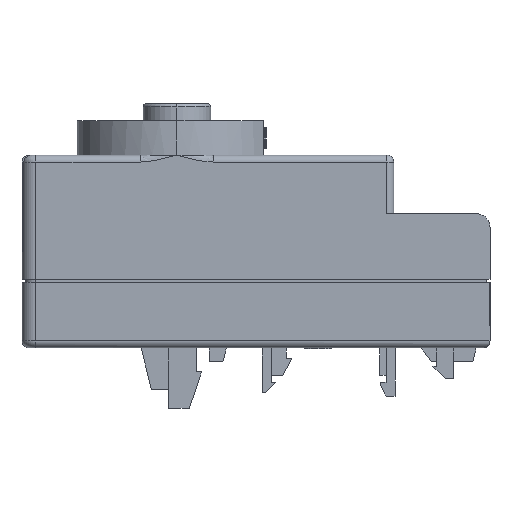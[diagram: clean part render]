
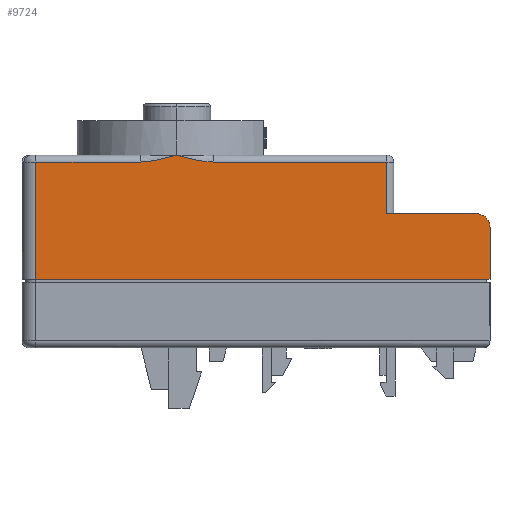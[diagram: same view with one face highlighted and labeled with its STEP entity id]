
A CAD part, left-side view. The second image highlights one B-rep face of the part: STEP entity #9724.
In plain terms, the highlighted planar face has unit normal (-1, 0, 0).
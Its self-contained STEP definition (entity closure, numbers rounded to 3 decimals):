
#4749 = EDGE_LOOP ( 'NONE', ( #10656, #10657, #10658, #10659, #10660, #10661, #10662, #10663, #10664, #10665 ) ) ;
#5394 = VERTEX_POINT ( 'NONE', #18850 ) ;
#9624 = EDGE_CURVE ( 'NONE', #11103, #11104, #25712, .T. ) ;
#9627 = EDGE_CURVE ( 'NONE', #11105, #11104, #24580, .T. ) ;
#9639 = EDGE_CURVE ( 'NONE', #11105, #11099, #25762, .T. ) ;
#9685 = EDGE_CURVE ( 'NONE', #11103, #11144, #25900, .T. ) ;
#9686 = EDGE_CURVE ( 'NONE', #11144, #11146, #25903, .T. ) ;
#9687 = EDGE_CURVE ( 'NONE', #11146, #5394, #20883, .T. ) ;
#9688 = EDGE_CURVE ( 'NONE', #5394, #11147, #20901, .T. ) ;
#9689 = EDGE_CURVE ( 'NONE', #11147, #11148, #25915, .T. ) ;
#9690 = EDGE_CURVE ( 'NONE', #11148, #11149, #25925, .T. ) ;
#9691 = EDGE_CURVE ( 'NONE', #11149, #11099, #25928, .T. ) ;
#9724 = ADVANCED_FACE ( 'NONE', ( #26057 ), #26058, .F. ) ;
#10656 = ORIENTED_EDGE ( 'NONE', *, *, #9624, .F. ) ;
#10657 = ORIENTED_EDGE ( 'NONE', *, *, #9685, .T. ) ;
#10658 = ORIENTED_EDGE ( 'NONE', *, *, #9686, .T. ) ;
#10659 = ORIENTED_EDGE ( 'NONE', *, *, #9687, .T. ) ;
#10660 = ORIENTED_EDGE ( 'NONE', *, *, #9688, .T. ) ;
#10661 = ORIENTED_EDGE ( 'NONE', *, *, #9689, .T. ) ;
#10662 = ORIENTED_EDGE ( 'NONE', *, *, #9690, .T. ) ;
#10663 = ORIENTED_EDGE ( 'NONE', *, *, #9691, .T. ) ;
#10664 = ORIENTED_EDGE ( 'NONE', *, *, #9639, .F. ) ;
#10665 = ORIENTED_EDGE ( 'NONE', *, *, #9627, .T. ) ;
#11099 = VERTEX_POINT ( 'NONE', #28719 ) ;
#11103 = VERTEX_POINT ( 'NONE', #28723 ) ;
#11104 = VERTEX_POINT ( 'NONE', #28724 ) ;
#11105 = VERTEX_POINT ( 'NONE', #28725 ) ;
#11144 = VERTEX_POINT ( 'NONE', #28764 ) ;
#11146 = VERTEX_POINT ( 'NONE', #28766 ) ;
#11147 = VERTEX_POINT ( 'NONE', #28767 ) ;
#11148 = VERTEX_POINT ( 'NONE', #28768 ) ;
#11149 = VERTEX_POINT ( 'NONE', #28769 ) ;
#18850 = CARTESIAN_POINT ( 'NONE',  ( -14.5, 11.5, 28. ) ) ;
#20883 = B_SPLINE_CURVE_WITH_KNOTS ( 'NONE', 3,
 ( #25895, #25865, #25909, #25910, #25911, #25912, #25913, #25914 ),
 .UNSPECIFIED., .F., .F.,
 ( 4, 2, 2, 4 ),
 ( 0., 0.001, 0.003, 0.005 ),
 .UNSPECIFIED. ) ;
#20901 = B_SPLINE_CURVE_WITH_KNOTS ( 'NONE', 3,
 ( #25906, #25908, #25917, #25918, #25919, #25920, #25921, #25922 ),
 .UNSPECIFIED., .F., .F.,
 ( 4, 2, 2, 4 ),
 ( 0., 0.003, 0.004, 0.005 ),
 .UNSPECIFIED. ) ;
#24576 = VECTOR ( 'NONE', #25718, 1000. ) ;
#24580 = CIRCLE ( 'NONE', #24583, 2. ) ;
#24583 = AXIS2_PLACEMENT_3D ( 'NONE', #25728, #25729, #25730 ) ;
#24594 = VECTOR ( 'NONE', #25764, 1000. ) ;
#24642 = VECTOR ( 'NONE', #25930, 1000. ) ;
#24643 = VECTOR ( 'NONE', #25902, 1000. ) ;
#24644 = VECTOR ( 'NONE', #25905, 1000. ) ;
#24645 = VECTOR ( 'NONE', #25924, 1000. ) ;
#24647 = VECTOR ( 'NONE', #25927, 1000. ) ;
#24680 = AXIS2_PLACEMENT_3D ( 'NONE', #26049, #26060, #26061 ) ;
#25709 = CARTESIAN_POINT ( 'NONE',  ( -14.5, -20., 19.5 ) ) ;
#25712 = LINE ( 'NONE', #25709, #24576 ) ;
#25718 = DIRECTION ( 'NONE',  ( 0., -1., 0. ) ) ;
#25728 = CARTESIAN_POINT ( 'NONE',  ( -14.5, -32., 17.5 ) ) ;
#25729 = DIRECTION ( 'NONE',  ( -1., 0., 0. ) ) ;
#25730 = DIRECTION ( 'NONE',  ( 0., 1., 0. ) ) ;
#25762 = LINE ( 'NONE', #25763, #24594 ) ;
#25763 = CARTESIAN_POINT ( 'NONE',  ( -14.5, -34., 28. ) ) ;
#25764 = DIRECTION ( 'NONE',  ( 0., 0., -1. ) ) ;
#25865 = CARTESIAN_POINT ( 'NONE',  ( -14.5, 6.66, 27. ) ) ;
#25895 = CARTESIAN_POINT ( 'NONE',  ( -14.5, 6.208, 27. ) ) ;
#25900 = LINE ( 'NONE', #25901, #24643 ) ;
#25901 = CARTESIAN_POINT ( 'NONE',  ( -14.5, -19., 28. ) ) ;
#25902 = DIRECTION ( 'NONE',  ( 0., 0., 1. ) ) ;
#25903 = LINE ( 'NONE', #25904, #24644 ) ;
#25904 = CARTESIAN_POINT ( 'NONE',  ( -14.5, 11.5, 27. ) ) ;
#25905 = DIRECTION ( 'NONE',  ( 0., 1., 0. ) ) ;
#25906 = CARTESIAN_POINT ( 'NONE',  ( -14.5, 11.5, 28. ) ) ;
#25908 = CARTESIAN_POINT ( 'NONE',  ( -14.5, 12.368, 27.764 ) ) ;
#25909 = CARTESIAN_POINT ( 'NONE',  ( -14.5, 7.108, 27.039 ) ) ;
#25910 = CARTESIAN_POINT ( 'NONE',  ( -14.5, 7.999, 27.16 ) ) ;
#25911 = CARTESIAN_POINT ( 'NONE',  ( -14.5, 8.443, 27.242 ) ) ;
#25912 = CARTESIAN_POINT ( 'NONE',  ( -14.5, 9.763, 27.526 ) ) ;
#25913 = CARTESIAN_POINT ( 'NONE',  ( -14.5, 10.633, 27.764 ) ) ;
#25914 = CARTESIAN_POINT ( 'NONE',  ( -14.5, 11.5, 28. ) ) ;
#25915 = LINE ( 'NONE', #25923, #24645 ) ;
#25917 = CARTESIAN_POINT ( 'NONE',  ( -14.5, 13.237, 27.526 ) ) ;
#25918 = CARTESIAN_POINT ( 'NONE',  ( -14.5, 14.557, 27.242 ) ) ;
#25919 = CARTESIAN_POINT ( 'NONE',  ( -14.5, 15.001, 27.16 ) ) ;
#25920 = CARTESIAN_POINT ( 'NONE',  ( -14.5, 15.892, 27.039 ) ) ;
#25921 = CARTESIAN_POINT ( 'NONE',  ( -14.5, 16.34, 27. ) ) ;
#25922 = CARTESIAN_POINT ( 'NONE',  ( -14.5, 16.792, 27. ) ) ;
#25923 = CARTESIAN_POINT ( 'NONE',  ( -14.5, 32., 27. ) ) ;
#25924 = DIRECTION ( 'NONE',  ( 0., 1., 0. ) ) ;
#25925 = LINE ( 'NONE', #25926, #24647 ) ;
#25926 = CARTESIAN_POINT ( 'NONE',  ( -14.5, 32., 28. ) ) ;
#25927 = DIRECTION ( 'NONE',  ( 0., 0., -1. ) ) ;
#25928 = LINE ( 'NONE', #25929, #24642 ) ;
#25929 = CARTESIAN_POINT ( 'NONE',  ( -14.5, 32., 10. ) ) ;
#25930 = DIRECTION ( 'NONE',  ( 0., -1., 0. ) ) ;
#26049 = CARTESIAN_POINT ( 'NONE',  ( -14.5, 34., 28. ) ) ;
#26057 = FACE_OUTER_BOUND ( 'NONE', #4749, .T. ) ;
#26058 = PLANE ( 'NONE',  #24680 ) ;
#26060 = DIRECTION ( 'NONE',  ( 1., 0., 0. ) ) ;
#26061 = DIRECTION ( 'NONE',  ( 0., 1., 0. ) ) ;
#28719 = CARTESIAN_POINT ( 'NONE',  ( -14.5, -34., 10. ) ) ;
#28723 = CARTESIAN_POINT ( 'NONE',  ( -14.5, -19., 19.5 ) ) ;
#28724 = CARTESIAN_POINT ( 'NONE',  ( -14.5, -32., 19.5 ) ) ;
#28725 = CARTESIAN_POINT ( 'NONE',  ( -14.5, -34., 17.5 ) ) ;
#28764 = CARTESIAN_POINT ( 'NONE',  ( -14.5, -19., 27. ) ) ;
#28766 = CARTESIAN_POINT ( 'NONE',  ( -14.5, 6.208, 27. ) ) ;
#28767 = CARTESIAN_POINT ( 'NONE',  ( -14.5, 16.792, 27. ) ) ;
#28768 = CARTESIAN_POINT ( 'NONE',  ( -14.5, 32., 27. ) ) ;
#28769 = CARTESIAN_POINT ( 'NONE',  ( -14.5, 32., 10. ) ) ;
